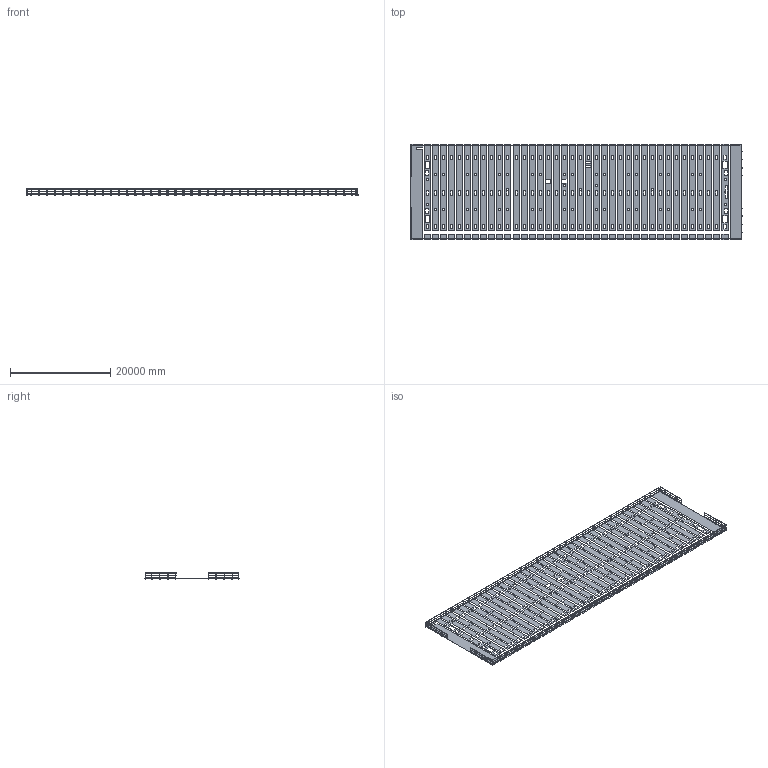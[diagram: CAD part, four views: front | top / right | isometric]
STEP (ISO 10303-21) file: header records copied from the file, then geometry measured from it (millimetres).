
FILE_DESCRIPTION(('CATIA V5-6R2013 STEP','CAx-IF Rec.Pracs.--- Model Styling and Organization---1.4--- 2014-01-23','CAx-IF Rec.Pracs.--- Geometric and Assembly Validation Properties ---4.2---2014-10-09'),'2;1');
FILE_NAME('Cavern S - Chamber ES - Warm Cryostat SP - Roof Handrails and Wooden floor - ST1087376.stp','2020-05-07T10:22:59+00:00',('none'),('CERN'),'CATIA Version 5-6 Release 2017 SP6 HF16','CATIA V5 STEP AP214','none');
FILE_SCHEMA(('AUTOMOTIVE_DESIGN { 1 0 10303 214 1 1 1 1 }'));
Length unit declared in the file: millimetre
Products named in the file (13): ST1087376_01; ST1087373_01; ST1087356_01; ST0828732_01; ST0311433_01; ST0828734_01; ST0829287_01; ST0828725_01; ST0701249_01; ST0828724_01; ST0828729_01; ST0828719_01; ST0828721_01
Assembly tree (70 placements, depth 4):
  ST1087376_01
    ST1087373_01
      ST1087356_01
      ST0828732_01  x2
        ST0311433_01
        ST0828734_01
        ST0829287_01
      ST0828725_01
        ST0701249_01  x8
        ST0828724_01
        ST0828729_01
      ST0828719_01
        ST0701249_01  x8
        ST0828721_01
        ST0828729_01
Bounding box: 66086 x 18950 x 1197 mm (x, y, z)
Volume: 9161826441.9 mm3; surface area: 1908794392.6 mm2
Topology: 296 solids, 296 shells, 4424 faces, 11496 edges, 7664 vertices
Faces by surface type: plane 3686, cylinder 738
Entity records: 38451 total; most frequent: ORIENTED_EDGE 6852, CARTESIAN_POINT 6424, DIRECTION 4466, EDGE_CURVE 3426, VECTOR 3332, LINE 3332, VERTEX_POINT 2284, EDGE_LOOP 1690
